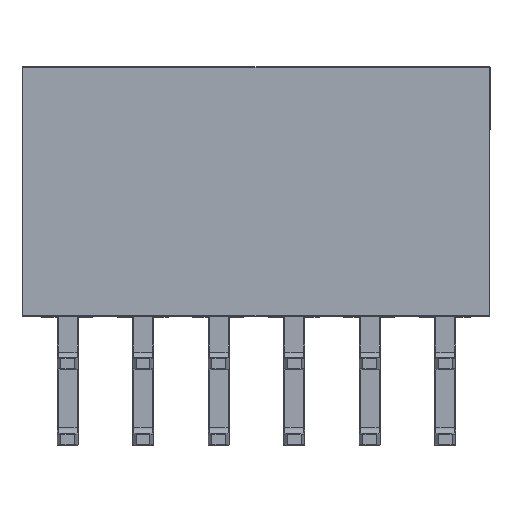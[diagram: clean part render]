
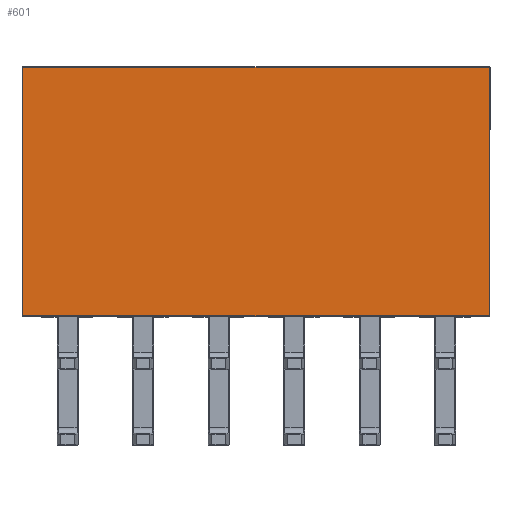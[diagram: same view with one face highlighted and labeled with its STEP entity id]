
A CAD part, top view. The second image highlights one B-rep face of the part: STEP entity #601.
In plain terms, the highlighted planar face has unit normal (0, 0, 1).
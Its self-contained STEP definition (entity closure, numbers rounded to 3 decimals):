
#380 = LINE ( 'NONE', #757, #2514 ) ;
#532 = ORIENTED_EDGE ( 'NONE', *, *, #1576, .T. ) ;
#601 = ADVANCED_FACE ( 'NONE', ( #2974 ), #10588, .T. ) ;
#603 = CARTESIAN_POINT ( 'NONE',  ( 7.85, 5.6, 2.5 ) ) ;
#757 = CARTESIAN_POINT ( 'NONE',  ( -7.87, 5.6, 2.5 ) ) ;
#832 = DIRECTION ( 'NONE',  ( 0., 1., 0. ) ) ;
#1576 = EDGE_CURVE ( 'NONE', #6689, #10966, #380, .T. ) ;
#1657 = CARTESIAN_POINT ( 'NONE',  ( -7.85, -2.78, 2.5 ) ) ;
#1683 = VERTEX_POINT ( 'NONE', #9646 ) ;
#1710 = VECTOR ( 'NONE', #5547, 1000. ) ;
#2496 = ORIENTED_EDGE ( 'NONE', *, *, #4948, .T. ) ;
#2514 = VECTOR ( 'NONE', #2630, 1000. ) ;
#2573 = DIRECTION ( 'NONE',  ( 0., 0., 1. ) ) ;
#2630 = DIRECTION ( 'NONE',  ( -1., 0., 0. ) ) ;
#2799 = VECTOR ( 'NONE', #8871, 1000. ) ;
#2870 = ORIENTED_EDGE ( 'NONE', *, *, #9848, .T. ) ;
#2974 = FACE_OUTER_BOUND ( 'NONE', #7336, .T. ) ;
#3186 = EDGE_CURVE ( 'NONE', #3414, #6689, #7235, .T. ) ;
#3414 = VERTEX_POINT ( 'NONE', #9402 ) ;
#3880 = LINE ( 'NONE', #8221, #1710 ) ;
#4363 = CARTESIAN_POINT ( 'NONE',  ( -7.85, 5.6, 2.5 ) ) ;
#4488 = CARTESIAN_POINT ( 'NONE',  ( 7.85, 5.62, 2.5 ) ) ;
#4858 = VECTOR ( 'NONE', #832, 1000. ) ;
#4897 = ORIENTED_EDGE ( 'NONE', *, *, #3186, .T. ) ;
#4948 = EDGE_CURVE ( 'NONE', #10966, #1683, #7611, .T. ) ;
#5547 = DIRECTION ( 'NONE',  ( 1., 0., 0. ) ) ;
#5663 = AXIS2_PLACEMENT_3D ( 'NONE', #11456, #2573, #8862 ) ;
#6689 = VERTEX_POINT ( 'NONE', #603 ) ;
#7235 = LINE ( 'NONE', #4488, #4858 ) ;
#7336 = EDGE_LOOP ( 'NONE', ( #2496, #2870, #4897, #532 ) ) ;
#7611 = LINE ( 'NONE', #1657, #2799 ) ;
#8221 = CARTESIAN_POINT ( 'NONE',  ( 7.87, -2.76, 2.5 ) ) ;
#8862 = DIRECTION ( 'NONE',  ( 1., 0., 0. ) ) ;
#8871 = DIRECTION ( 'NONE',  ( 0., -1., 0. ) ) ;
#9402 = CARTESIAN_POINT ( 'NONE',  ( 7.85, -2.76, 2.5 ) ) ;
#9646 = CARTESIAN_POINT ( 'NONE',  ( -7.85, -2.76, 2.5 ) ) ;
#9848 = EDGE_CURVE ( 'NONE', #1683, #3414, #3880, .T. ) ;
#10588 = PLANE ( 'NONE',  #5663 ) ;
#10966 = VERTEX_POINT ( 'NONE', #4363 ) ;
#11456 = CARTESIAN_POINT ( 'NONE',  ( -7.87, -2.78, 2.5 ) ) ;
